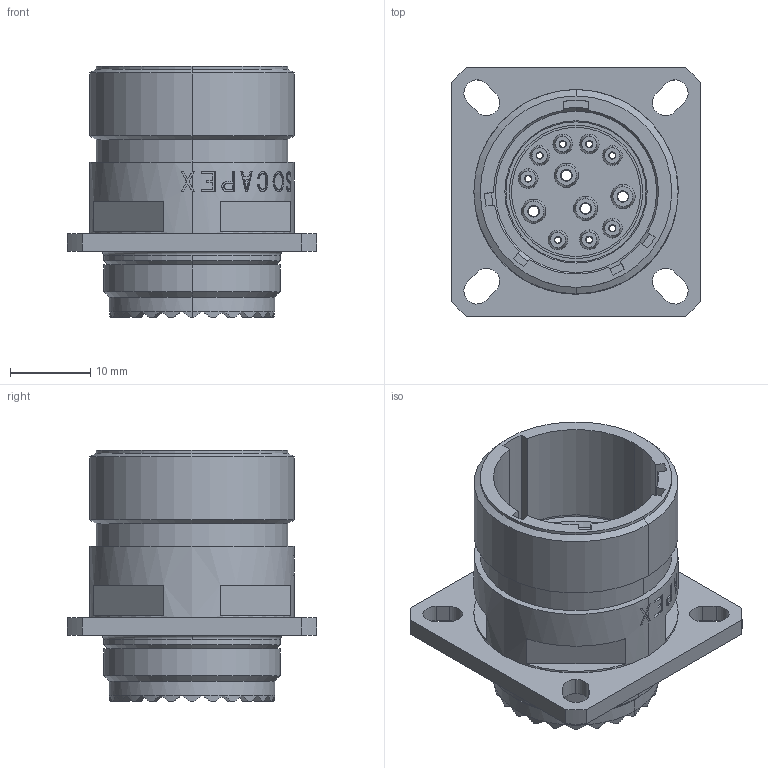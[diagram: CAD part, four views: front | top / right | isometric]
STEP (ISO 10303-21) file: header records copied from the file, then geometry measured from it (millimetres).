
FILE_DESCRIPTION(('STEP AP242'),'1');
FILE_NAME('tvp00rw15-97p.stp','2024-04-29T19:23:25',('TraceParts'),('TraceParts S.A.'),'Spatial InterOp 3D',' ',' ');
FILE_SCHEMA(('AP242_MANAGED_MODEL_BASED_3D_ENGINEERING_MIM_LF {1 0 10303 442 1 1 4}'));
Length unit declared in the file: millimetre
Products named in the file (1): tvp00rw15-97p
Bounding box: 30.96 x 30.96 x 31.27 mm (x, y, z)
Volume: 8715.1 mm3; surface area: 7882.1 mm2
Topology: 1 solids, 1 shells, 1080 faces, 2512 edges, 1539 vertices
Faces by surface type: cylinder 508, plane 336, cone 232, torus 4
Entity records: 33827 total; most frequent: CARTESIAN_POINT 7258, DIRECTION 5611, ORIENTED_EDGE 5024, EDGE_CURVE 2512, AXIS2_PLACEMENT_3D 2228, VERTEX_POINT 1539, EDGE_LOOP 1217, LINE 1155
